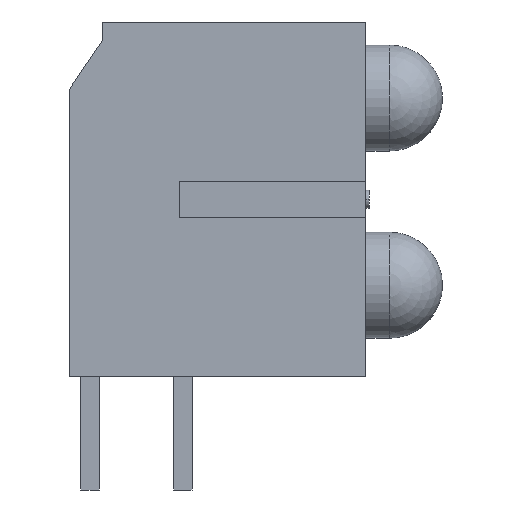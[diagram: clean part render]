
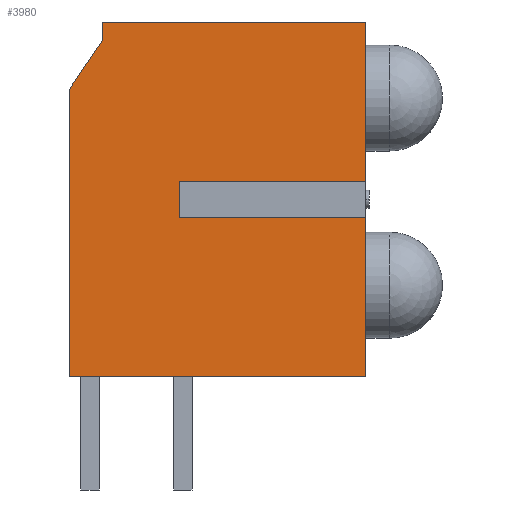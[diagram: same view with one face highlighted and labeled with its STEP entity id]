
A CAD part, left-side view. The second image highlights one B-rep face of the part: STEP entity #3980.
In plain terms, the highlighted planar face has unit normal (-1, 0, 0).
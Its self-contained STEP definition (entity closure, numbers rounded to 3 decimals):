
#3753 = VERTEX_POINT('',#3754);
#3754 = CARTESIAN_POINT('',(-3.57,0.56,7.866));
#3760 = EDGE_CURVE('',#3761,#3753,#3763,.T.);
#3761 = VERTEX_POINT('',#3762);
#3762 = CARTESIAN_POINT('',(-3.57,-0.34,9.2));
#3763 = LINE('',#3764,#3765);
#3764 = CARTESIAN_POINT('',(-3.57,3.798,3.065));
#3765 = VECTOR('',#3766,1.);
#3766 = DIRECTION('',(0.,0.559,-0.829));
#3824 = VERTEX_POINT('',#3825);
#3825 = CARTESIAN_POINT('',(-3.57,0.56,0.));
#3831 = EDGE_CURVE('',#3753,#3824,#3832,.T.);
#3832 = LINE('',#3833,#3834);
#3833 = CARTESIAN_POINT('',(-3.57,0.56,5.148));
#3834 = VECTOR('',#3835,1.);
#3835 = DIRECTION('',(0.,0.,-1.));
#3858 = VERTEX_POINT('',#3859);
#3859 = CARTESIAN_POINT('',(-3.57,-7.54,4.35));
#3865 = EDGE_CURVE('',#3858,#3866,#3868,.T.);
#3866 = VERTEX_POINT('',#3867);
#3867 = CARTESIAN_POINT('',(-3.57,-7.54,0.));
#3868 = LINE('',#3869,#3870);
#3869 = CARTESIAN_POINT('',(-3.57,-7.54,5.148));
#3870 = VECTOR('',#3871,1.);
#3871 = DIRECTION('',(0.,0.,-1.));
#3927 = VERTEX_POINT('',#3928);
#3928 = CARTESIAN_POINT('',(-3.57,-7.54,9.7));
#3934 = EDGE_CURVE('',#3927,#3935,#3937,.T.);
#3935 = VERTEX_POINT('',#3936);
#3936 = CARTESIAN_POINT('',(-3.57,-7.54,5.35));
#3937 = LINE('',#3938,#3939);
#3938 = CARTESIAN_POINT('',(-3.57,-7.54,5.148));
#3939 = VECTOR('',#3940,1.);
#3940 = DIRECTION('',(0.,0.,-1.));
#3980 = ADVANCED_FACE('',(#3981),#4029,.F.);
#3981 = FACE_BOUND('',#3982,.T.);
#3982 = EDGE_LOOP('',(#3983,#3991,#3999,#4005,#4006,#4014,#4020,#4021,
    #4022,#4028));
#3983 = ORIENTED_EDGE('',*,*,#3984,.F.);
#3984 = EDGE_CURVE('',#3985,#3858,#3987,.T.);
#3985 = VERTEX_POINT('',#3986);
#3986 = CARTESIAN_POINT('',(-3.57,-2.44,4.35));
#3987 = LINE('',#3988,#3989);
#3988 = CARTESIAN_POINT('',(-3.57,-2.44,4.35));
#3989 = VECTOR('',#3990,1.);
#3990 = DIRECTION('',(0.,-1.,0.));
#3991 = ORIENTED_EDGE('',*,*,#3992,.F.);
#3992 = EDGE_CURVE('',#3993,#3985,#3995,.T.);
#3993 = VERTEX_POINT('',#3994);
#3994 = CARTESIAN_POINT('',(-3.57,-2.44,5.35));
#3995 = LINE('',#3996,#3997);
#3996 = CARTESIAN_POINT('',(-3.57,-2.44,-3.642));
#3997 = VECTOR('',#3998,1.);
#3998 = DIRECTION('',(0.,0.,-1.));
#3999 = ORIENTED_EDGE('',*,*,#4000,.T.);
#4000 = EDGE_CURVE('',#3993,#3935,#4001,.T.);
#4001 = LINE('',#4002,#4003);
#4002 = CARTESIAN_POINT('',(-3.57,-2.44,5.35));
#4003 = VECTOR('',#4004,1.);
#4004 = DIRECTION('',(0.,-1.,0.));
#4005 = ORIENTED_EDGE('',*,*,#3934,.F.);
#4006 = ORIENTED_EDGE('',*,*,#4007,.T.);
#4007 = EDGE_CURVE('',#3927,#4008,#4010,.T.);
#4008 = VERTEX_POINT('',#4009);
#4009 = CARTESIAN_POINT('',(-3.57,-0.34,9.7));
#4010 = LINE('',#4011,#4012);
#4011 = CARTESIAN_POINT('',(-3.57,6.886,9.7));
#4012 = VECTOR('',#4013,1.);
#4013 = DIRECTION('',(0.,1.,0.));
#4014 = ORIENTED_EDGE('',*,*,#4015,.T.);
#4015 = EDGE_CURVE('',#4008,#3761,#4016,.T.);
#4016 = LINE('',#4017,#4018);
#4017 = CARTESIAN_POINT('',(-3.57,-0.34,5.148));
#4018 = VECTOR('',#4019,1.);
#4019 = DIRECTION('',(0.,0.,-1.));
#4020 = ORIENTED_EDGE('',*,*,#3760,.T.);
#4021 = ORIENTED_EDGE('',*,*,#3831,.T.);
#4022 = ORIENTED_EDGE('',*,*,#4023,.F.);
#4023 = EDGE_CURVE('',#3866,#3824,#4024,.T.);
#4024 = LINE('',#4025,#4026);
#4025 = CARTESIAN_POINT('',(-3.57,6.886,0.));
#4026 = VECTOR('',#4027,1.);
#4027 = DIRECTION('',(0.,1.,0.));
#4028 = ORIENTED_EDGE('',*,*,#3865,.F.);
#4029 = PLANE('',#4030);
#4030 = AXIS2_PLACEMENT_3D('',#4031,#4032,#4033);
#4031 = CARTESIAN_POINT('',(-3.57,6.886,5.148));
#4032 = DIRECTION('',(1.,0.,0.));
#4033 = DIRECTION('',(0.,1.,0.));
